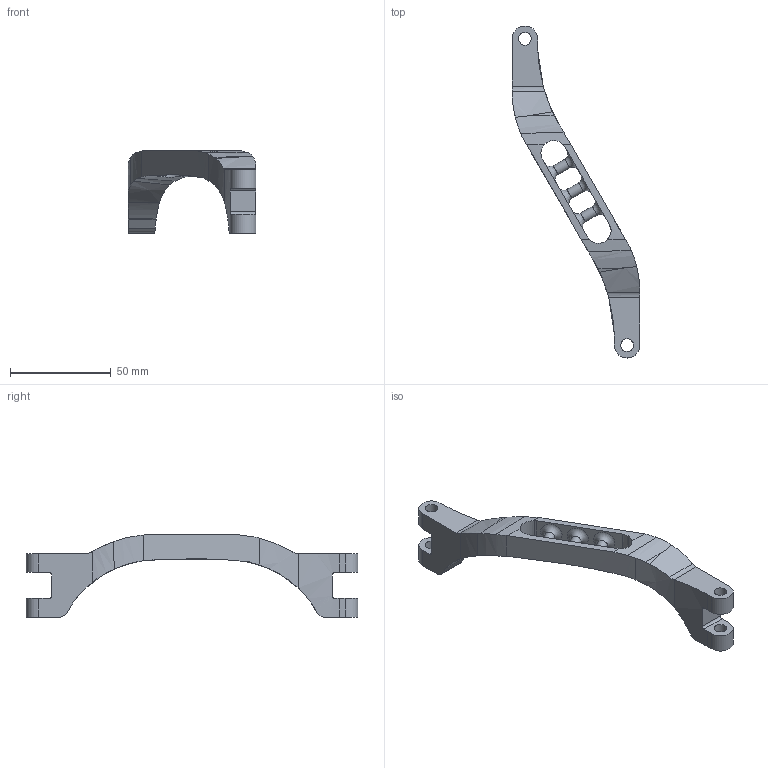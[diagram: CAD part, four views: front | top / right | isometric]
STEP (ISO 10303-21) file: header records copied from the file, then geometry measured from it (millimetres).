
FILE_DESCRIPTION(/* description */ (''),/* implementation_level */ '2;1');
FILE_NAME(/* name */ 'legprint v2.stp',/* time_stamp */ '2022-06-18T23:09:21+02:00',/* author */ (''),/* organization */ (''),/* preprocessor_version */ 'ST-DEVELOPER v19',/* originating_system */ 'Autodesk Translation Framework v11.7.0.108',/* authorisation */ '');
FILE_SCHEMA (('AUTOMOTIVE_DESIGN { 1 0 10303 214 3 1 1 }'));
Length unit declared in the file: millimetre
Products named in the file (1): leg_print
Bounding box: 63.5 x 165.1 x 41.15 mm (x, y, z)
Volume: 37311.8 mm3; surface area: 14350.7 mm2
Topology: 1 solids, 1 shells, 89 faces, 275 edges, 186 vertices
Faces by surface type: plane 37, cylinder 26, cone 19, bspline 4, torus 3
Full cylindrical faces by diameter (mm): 5 x3, 6.35 x4
Entity records: 3641 total; most frequent: CARTESIAN_POINT 1167, ORIENTED_EDGE 550, DIRECTION 473, EDGE_CURVE 275, VERTEX_POINT 186, AXIS2_PLACEMENT_3D 176, LINE 121, VECTOR 121
